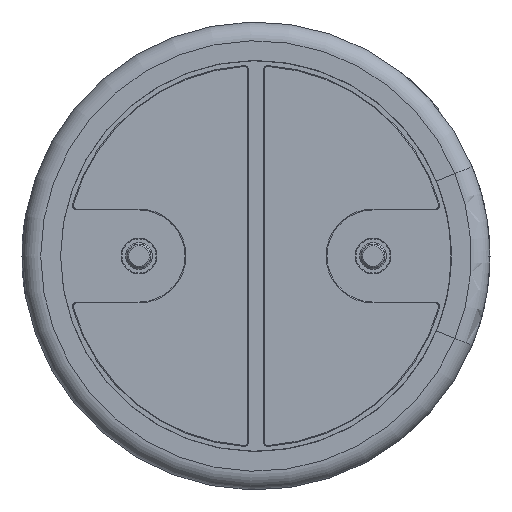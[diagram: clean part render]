
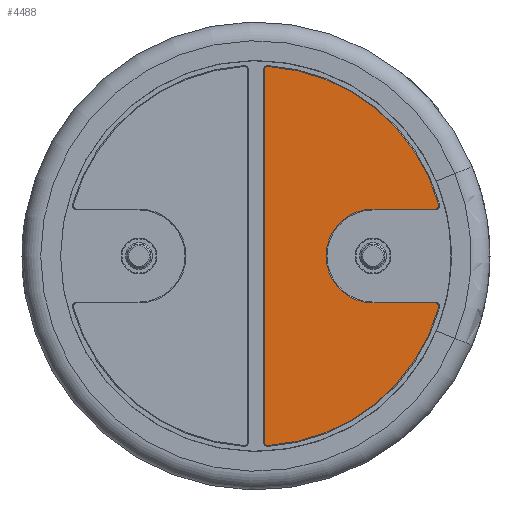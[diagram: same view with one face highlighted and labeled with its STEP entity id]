
A CAD part, front view. The second image highlights one B-rep face of the part: STEP entity #4488.
In plain terms, the highlighted planar face has unit normal (0, -1, 0).
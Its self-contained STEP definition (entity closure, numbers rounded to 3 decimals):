
#20=PLANE('',#4825);
#234=CIRCLE('',#4790,0.082);
#237=CIRCLE('',#4795,0.082);
#240=CIRCLE('',#4799,4.057);
#243=CIRCLE('',#4803,0.082);
#247=CIRCLE('',#4809,1.001);
#251=CIRCLE('',#4815,0.082);
#253=CIRCLE('',#4818,4.057);
#461=FACE_OUTER_BOUND('',#677,.T.);
#677=EDGE_LOOP('',(#3674,#3675,#3676,#3677,#3678,#3679,#3680,#3681,#3682,
#3683));
#875=LINE('',#9062,#1056);
#877=LINE('',#9086,#1058);
#879=LINE('',#9098,#1060);
#1056=VECTOR('',#5500,10.);
#1058=VECTOR('',#5530,10.);
#1060=VECTOR('',#5544,10.);
#1886=VERTEX_POINT('',#9050);
#1889=VERTEX_POINT('',#9055);
#1891=VERTEX_POINT('',#9060);
#1893=VERTEX_POINT('',#9066);
#1895=VERTEX_POINT('',#9072);
#1897=VERTEX_POINT('',#9078);
#1899=VERTEX_POINT('',#9084);
#1901=VERTEX_POINT('',#9090);
#1903=VERTEX_POINT('',#9096);
#1905=VERTEX_POINT('',#9102);
#2494=EDGE_CURVE('',#1889,#1886,#234,.T.);
#2496=EDGE_CURVE('',#1891,#1889,#875,.T.);
#2499=EDGE_CURVE('',#1893,#1891,#237,.T.);
#2502=EDGE_CURVE('',#1895,#1893,#240,.T.);
#2505=EDGE_CURVE('',#1897,#1895,#243,.T.);
#2508=EDGE_CURVE('',#1899,#1897,#877,.T.);
#2511=EDGE_CURVE('',#1901,#1899,#247,.T.);
#2514=EDGE_CURVE('',#1903,#1901,#879,.T.);
#2517=EDGE_CURVE('',#1905,#1903,#251,.T.);
#2519=EDGE_CURVE('',#1886,#1905,#253,.T.);
#3674=ORIENTED_EDGE('',*,*,#2494,.F.);
#3675=ORIENTED_EDGE('',*,*,#2496,.F.);
#3676=ORIENTED_EDGE('',*,*,#2499,.F.);
#3677=ORIENTED_EDGE('',*,*,#2502,.F.);
#3678=ORIENTED_EDGE('',*,*,#2505,.F.);
#3679=ORIENTED_EDGE('',*,*,#2508,.F.);
#3680=ORIENTED_EDGE('',*,*,#2511,.F.);
#3681=ORIENTED_EDGE('',*,*,#2514,.F.);
#3682=ORIENTED_EDGE('',*,*,#2517,.F.);
#3683=ORIENTED_EDGE('',*,*,#2519,.F.);
#4488=ADVANCED_FACE('',(#461),#20,.F.);
#4790=AXIS2_PLACEMENT_3D('',#9057,#5494,#5495);
#4795=AXIS2_PLACEMENT_3D('',#9068,#5506,#5507);
#4799=AXIS2_PLACEMENT_3D('',#9074,#5514,#5515);
#4803=AXIS2_PLACEMENT_3D('',#9080,#5522,#5523);
#4809=AXIS2_PLACEMENT_3D('',#9092,#5536,#5537);
#4815=AXIS2_PLACEMENT_3D('',#9104,#5550,#5551);
#4818=AXIS2_PLACEMENT_3D('',#9107,#5556,#5557);
#4825=AXIS2_PLACEMENT_3D('',#9120,#5576,#5577);
#5494=DIRECTION('center_axis',(0.,1.,0.));
#5495=DIRECTION('ref_axis',(-0.684,0.,0.729));
#5500=DIRECTION('',(0.,0.,1.));
#5506=DIRECTION('center_axis',(0.,1.,0.));
#5507=DIRECTION('ref_axis',(-0.684,0.,-0.729));
#5514=DIRECTION('center_axis',(0.,1.,0.));
#5515=DIRECTION('ref_axis',(0.628,0.,-0.778));
#5522=DIRECTION('center_axis',(0.,1.,0.));
#5523=DIRECTION('ref_axis',(0.798,0.,0.603));
#5530=DIRECTION('',(1.,0.,0.));
#5536=DIRECTION('center_axis',(0.,-1.,0.));
#5537=DIRECTION('ref_axis',(-1.,0.,0.));
#5544=DIRECTION('',(-1.,0.,0.));
#5550=DIRECTION('center_axis',(0.,1.,0.));
#5551=DIRECTION('ref_axis',(0.798,0.,-0.603));
#5556=DIRECTION('center_axis',(0.,1.,0.));
#5557=DIRECTION('ref_axis',(0.628,0.,0.778));
#5576=DIRECTION('center_axis',(0.,1.,0.));
#5577=DIRECTION('ref_axis',(0.,0.,1.));
#9050=CARTESIAN_POINT('',(0.26,-0.09,4.049));
#9055=CARTESIAN_POINT('',(0.173,-0.09,3.967));
#9057=CARTESIAN_POINT('Origin',(0.255,-0.09,3.967));
#9060=CARTESIAN_POINT('',(0.173,-0.09,-3.967));
#9062=CARTESIAN_POINT('',(0.173,-0.09,1.983));
#9066=CARTESIAN_POINT('',(0.26,-0.09,-4.049));
#9068=CARTESIAN_POINT('Origin',(0.255,-0.09,-3.967));
#9072=CARTESIAN_POINT('',(3.903,-0.09,-1.106));
#9074=CARTESIAN_POINT('Origin',(0.,-0.09,0.));
#9078=CARTESIAN_POINT('',(3.825,-0.09,-1.001));
#9080=CARTESIAN_POINT('Origin',(3.825,-0.09,-1.083));
#9084=CARTESIAN_POINT('',(2.5,-0.09,-1.001));
#9086=CARTESIAN_POINT('',(2.932,-0.09,-1.001));
#9090=CARTESIAN_POINT('',(2.5,-0.09,1.001));
#9092=CARTESIAN_POINT('Origin',(2.5,-0.09,0.));
#9096=CARTESIAN_POINT('',(3.825,-0.09,1.001));
#9098=CARTESIAN_POINT('',(2.27,-0.09,1.001));
#9102=CARTESIAN_POINT('',(3.903,-0.09,1.106));
#9104=CARTESIAN_POINT('Origin',(3.825,-0.09,1.083));
#9107=CARTESIAN_POINT('Origin',(0.,-0.09,0.));
#9120=CARTESIAN_POINT('Origin',(2.04,-0.09,0.));
